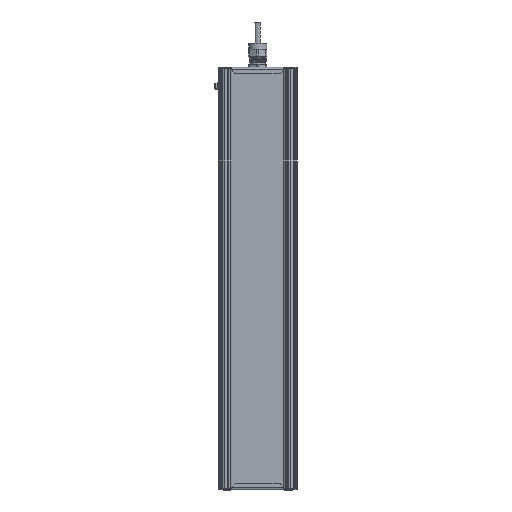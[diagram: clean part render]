
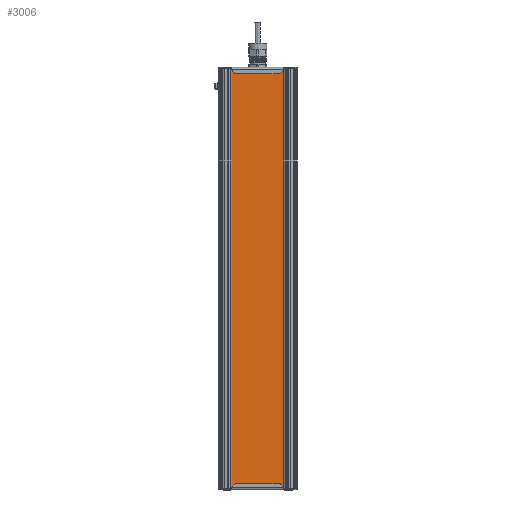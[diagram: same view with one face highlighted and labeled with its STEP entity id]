
A CAD part, front view. The second image highlights one B-rep face of the part: STEP entity #3006.
In plain terms, the highlighted face is planar.
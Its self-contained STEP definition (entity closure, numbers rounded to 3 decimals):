
#3006=ADVANCED_FACE('',(#9574),#9576,.T.);
#9574=FACE_BOUND('',#9575,.T.);
#9575=EDGE_LOOP('',(#34303,#34304,#34305,#34306));
#9576=PLANE('',#9577);
#9577=AXIS2_PLACEMENT_3D('',#9578,#9579,#9580);
#9578=CARTESIAN_POINT('',(120.465,593.492,117.308));
#9579=DIRECTION('',(0.,0.,-1.));
#9580=DIRECTION('',(0.,1.,0.));
#34303=ORIENTED_EDGE('',*,*,#38496,.T.);
#34304=ORIENTED_EDGE('',*,*,#38495,.T.);
#34305=ORIENTED_EDGE('',*,*,#38497,.F.);
#34306=ORIENTED_EDGE('',*,*,#38498,.F.);
#38495=EDGE_CURVE('',#41658,#41663,#41665,.T.);
#38496=EDGE_CURVE('',#41666,#41658,#41667,.T.);
#38497=EDGE_CURVE('',#41668,#41663,#41669,.T.);
#38498=EDGE_CURVE('',#41666,#41668,#41670,.T.);
#41658=VERTEX_POINT('',#51777);
#41663=VERTEX_POINT('',#51786);
#41665=LINE('',#51790,#51791);
#41666=VERTEX_POINT('',#51793);
#41667=LINE('',#51794,#51795);
#41668=VERTEX_POINT('',#51797);
#41669=LINE('',#51798,#51799);
#41670=LINE('',#51801,#51802);
#51777=CARTESIAN_POINT('',(120.465,679.838,117.308));
#51786=CARTESIAN_POINT('',(716.465,679.838,117.308));
#51790=CARTESIAN_POINT('',(120.465,679.838,117.308));
#51791=VECTOR('',#51792,1.);
#51792=DIRECTION('',(1.,0.,0.));
#51793=CARTESIAN_POINT('',(120.465,593.492,117.308));
#51794=CARTESIAN_POINT('',(120.465,593.492,117.308));
#51795=VECTOR('',#51796,1.);
#51796=DIRECTION('',(0.,1.,0.));
#51797=CARTESIAN_POINT('',(716.465,593.492,117.308));
#51798=CARTESIAN_POINT('',(716.465,593.492,117.308));
#51799=VECTOR('',#51800,1.);
#51800=DIRECTION('',(0.,1.,0.));
#51801=CARTESIAN_POINT('',(120.465,593.492,117.308));
#51802=VECTOR('',#51803,1.);
#51803=DIRECTION('',(1.,0.,0.));
